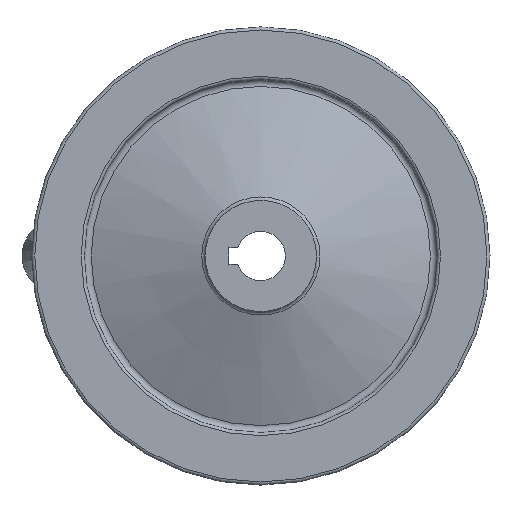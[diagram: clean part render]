
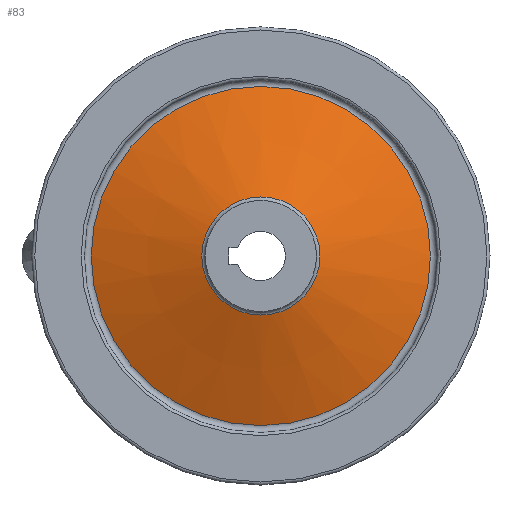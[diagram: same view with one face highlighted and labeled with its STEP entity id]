
A CAD part, left-side view. The second image highlights one B-rep face of the part: STEP entity #83.
In plain terms, the highlighted conical face has half-angle 69.846 degrees and reference radius 18.038 mm.
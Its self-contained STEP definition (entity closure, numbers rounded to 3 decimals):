
#83 = ADVANCED_FACE( '', ( #184, #185 ), #186, .T. );
#184 = FACE_OUTER_BOUND( '', #296, .T. );
#185 = FACE_BOUND( '', #297, .T. );
#186 = CONICAL_SURFACE( '', #298, 18.038, 1.219 );
#296 = EDGE_LOOP( '', ( #480 ) );
#297 = EDGE_LOOP( '', ( #481 ) );
#298 = AXIS2_PLACEMENT_3D( '', #482, #483, #484 );
#480 = ORIENTED_EDGE( '', *, *, #587, .F. );
#481 = ORIENTED_EDGE( '', *, *, #583, .T. );
#482 = CARTESIAN_POINT( '', ( 11.899, 0., 0. ) );
#483 = DIRECTION( '', ( 1., 0., 0. ) );
#484 = DIRECTION( '', ( 0., 0., -1. ) );
#583 = EDGE_CURVE( '', #665, #665, #666, .T. );
#587 = EDGE_CURVE( '', #671, #671, #672, .T. );
#665 = VERTEX_POINT( '', #765 );
#666 = CIRCLE( '', #766, 18.038 );
#671 = VERTEX_POINT( '', #771 );
#672 = CIRCLE( '', #772, 51.806 );
#765 = CARTESIAN_POINT( '', ( 11.899, 0., -18.038 ) );
#766 = AXIS2_PLACEMENT_3D( '', #852, #853, #854 );
#771 = CARTESIAN_POINT( '', ( 24.292, 0., -51.806 ) );
#772 = AXIS2_PLACEMENT_3D( '', #858, #859, #860 );
#852 = CARTESIAN_POINT( '', ( 11.899, 0., 0. ) );
#853 = DIRECTION( '', ( 1., 0., 0. ) );
#854 = DIRECTION( '', ( 0., 0., -1. ) );
#858 = CARTESIAN_POINT( '', ( 24.292, 0., 0. ) );
#859 = DIRECTION( '', ( 1., 0., 0. ) );
#860 = DIRECTION( '', ( 0., 0., -1. ) );
